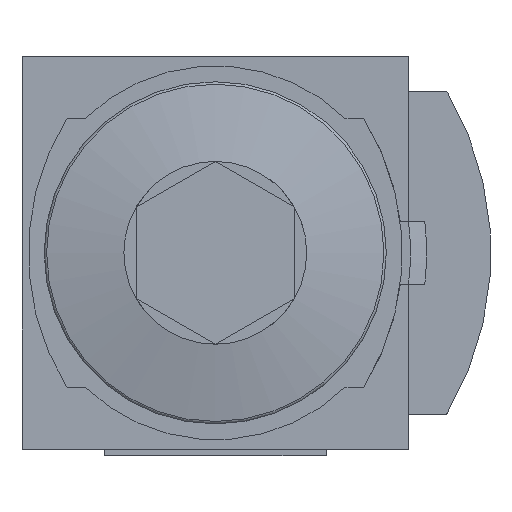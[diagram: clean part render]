
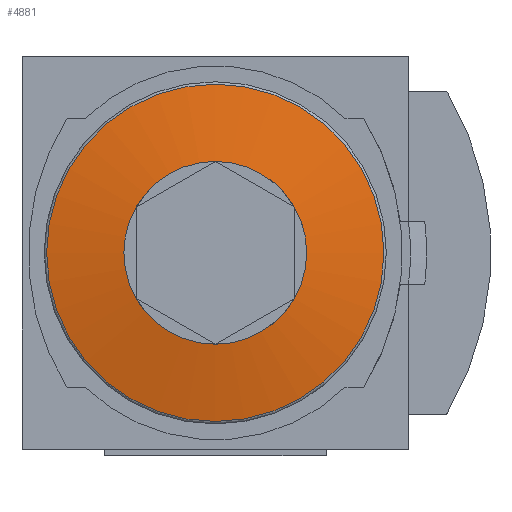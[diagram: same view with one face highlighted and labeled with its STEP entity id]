
A CAD part, front view. The second image highlights one B-rep face of the part: STEP entity #4881.
In plain terms, the highlighted toroidal (fillet/blend) face has major radius 2.923 mm and minor radius 240 mm.
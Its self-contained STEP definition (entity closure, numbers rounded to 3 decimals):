
#25=DEGENERATE_TOROIDAL_SURFACE('',#5182,2.923,240.,
 .F.);
#1921=ORIENTED_EDGE('',*,*,#2457,.T.);
#1922=ORIENTED_EDGE('',*,*,#2456,.F.);
#2456=EDGE_CURVE('',#2798,#2798,#2913,.T.);
#2457=EDGE_CURVE('',#2799,#2799,#2914,.T.);
#2798=VERTEX_POINT('',#7227);
#2799=VERTEX_POINT('',#7230);
#2913=CIRCLE('',#5181,28.85);
#2914=CIRCLE('',#5183,53.234);
#3109=EDGE_LOOP('',(#1921));
#3110=EDGE_LOOP('',(#1922));
#3313=FACE_BOUND('',#3109,.T.);
#3314=FACE_BOUND('',#3110,.T.);
#4881=ADVANCED_FACE('',(#3313,#3314),#25,.F.);
#5181=AXIS2_PLACEMENT_3D('',#7226,#6135,#6136);
#5182=AXIS2_PLACEMENT_3D('',#7228,#6137,#6138);
#5183=AXIS2_PLACEMENT_3D('',#7229,#6139,#6140);
#6135=DIRECTION('',(0.,-1.,0.));
#6136=DIRECTION('',(0.,0.,-1.));
#6137=DIRECTION('',(0.,-1.,0.));
#6138=DIRECTION('',(0.,0.,-1.));
#6139=DIRECTION('',(0.,-1.,0.));
#6140=DIRECTION('',(0.,0.,-1.));
#7226=CARTESIAN_POINT('',(0.,-444.736,0.));
#7227=CARTESIAN_POINT('',(0.,-444.736,-28.85));
#7228=CARTESIAN_POINT('',(0.,-206.848,0.));
#7229=CARTESIAN_POINT('',(0.,-440.186,0.));
#7230=CARTESIAN_POINT('',(0.,-440.186,-53.234));
